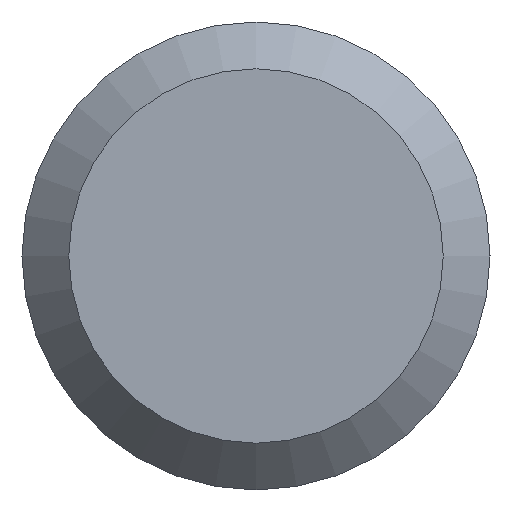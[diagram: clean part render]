
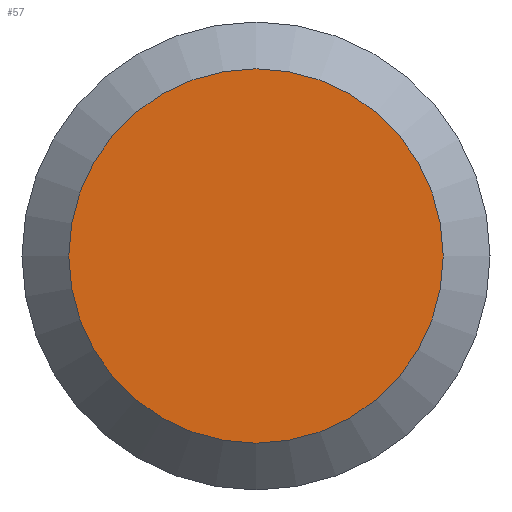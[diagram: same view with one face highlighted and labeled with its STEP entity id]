
A CAD part, left-side view. The second image highlights one B-rep face of the part: STEP entity #57.
In plain terms, the highlighted planar face has unit normal (-1, 0, 0).
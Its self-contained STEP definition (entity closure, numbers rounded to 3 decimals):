
#17=PLANE('',#66);
#23=FACE_OUTER_BOUND('',#29,.T.);
#29=EDGE_LOOP('',(#49));
#37=CIRCLE('',#67,1.27);
#41=VERTEX_POINT('',#99);
#45=EDGE_CURVE('',#41,#41,#37,.F.);
#49=ORIENTED_EDGE('',*,*,#45,.T.);
#57=ADVANCED_FACE('',(#23),#17,.F.);
#66=AXIS2_PLACEMENT_3D('',#98,#80,#81);
#67=AXIS2_PLACEMENT_3D('',#100,#82,#83);
#80=DIRECTION('center_axis',(1.,0.,0.));
#81=DIRECTION('ref_axis',(0.,0.,-1.));
#82=DIRECTION('center_axis',(1.,0.,0.));
#83=DIRECTION('ref_axis',(0.,0.,-1.));
#98=CARTESIAN_POINT('Origin',(-15.875,0.,0.));
#99=CARTESIAN_POINT('',(-15.875,0.,-1.27));
#100=CARTESIAN_POINT('Origin',(-15.875,0.,0.));
